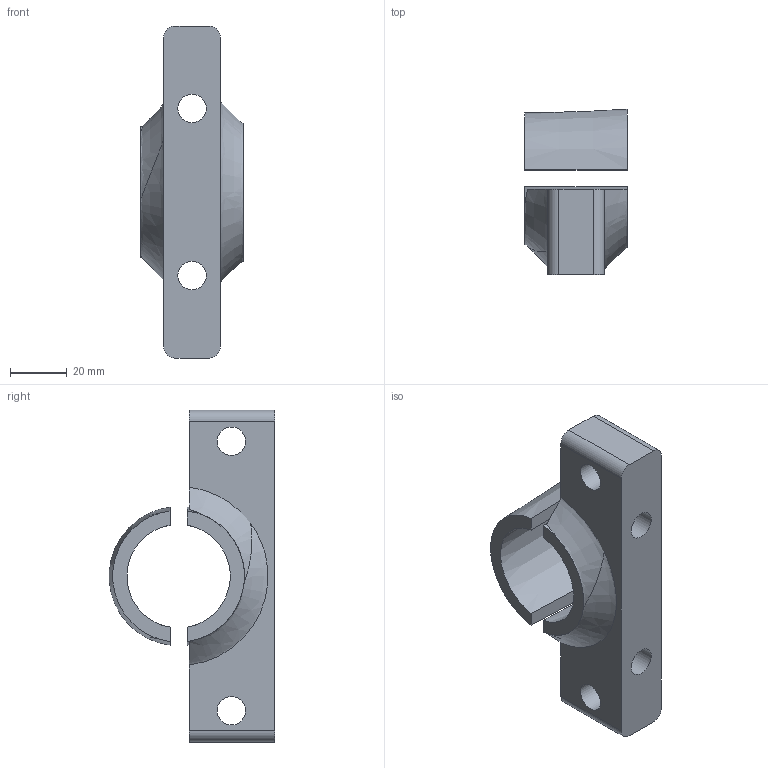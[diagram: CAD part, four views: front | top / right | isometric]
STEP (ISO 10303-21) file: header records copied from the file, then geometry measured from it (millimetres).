
FILE_DESCRIPTION(/* description */ (''),/* implementation_level */ '2;1');
FILE_NAME(/* name */ 'bottomclamp v2.step',/* time_stamp */ '2024-04-10T15:11:08-07:00',/* author */ (''),/* organization */ (''),/* preprocessor_version */ 'ST-DEVELOPER v20',/* originating_system */ 'Autodesk Translation Framework v12.20.1.177',/* authorisation */ '');
FILE_SCHEMA (('AUTOMOTIVE_DESIGN { 1 0 10303 214 3 1 1 }'));
Length unit declared in the file: millimetre
Products named in the file (1): bottomclamp
Bounding box: 36 x 58.2 x 116.88 mm (x, y, z)
Volume: 73922.4 mm3; surface area: 21850.8 mm2
Topology: 2 solids, 2 shells, 32 faces, 87 edges, 59 vertices
Faces by surface type: plane 15, cylinder 10, cone 4, bspline 3
Full cylindrical faces by diameter (mm): 10 x4
Entity records: 1515 total; most frequent: CARTESIAN_POINT 712, ORIENTED_EDGE 172, DIRECTION 140, EDGE_CURVE 86, VERTEX_POINT 59, AXIS2_PLACEMENT_3D 54, EDGE_LOOP 41, LINE 32
